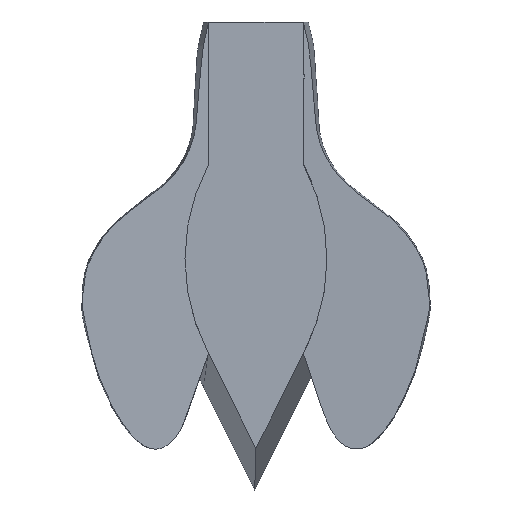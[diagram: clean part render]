
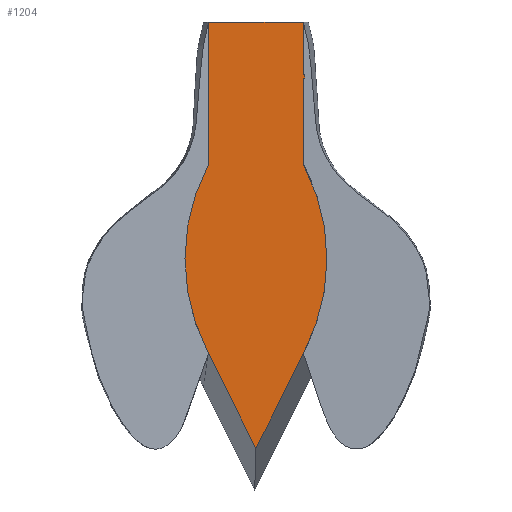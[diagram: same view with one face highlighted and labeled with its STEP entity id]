
A CAD part, front view. The second image highlights one B-rep face of the part: STEP entity #1204.
In plain terms, the highlighted face is planar.
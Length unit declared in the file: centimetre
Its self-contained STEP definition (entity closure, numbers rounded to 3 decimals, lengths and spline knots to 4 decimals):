
#36=ELLIPSE('',#1301,64.857,64.77);
#109=CIRCLE('',#1285,64.77);
#111=CIRCLE('',#1289,64.7702);
#114=CIRCLE('',#1302,64.7702);
#160=FACE_OUTER_BOUND('',#224,.T.);
#224=EDGE_LOOP('',(#1005,#1006,#1007,#1008,#1009,#1010,#1011,#1012,#1013,
#1014,#1015,#1016,#1017,#1018,#1019));
#260=LINE('',#1600,#371);
#271=LINE('',#1624,#382);
#273=LINE('',#1630,#384);
#280=LINE('',#1667,#391);
#281=LINE('',#1670,#392);
#316=LINE('',#2114,#427);
#340=LINE('',#2381,#451);
#341=LINE('',#2383,#452);
#342=LINE('',#2384,#453);
#343=LINE('',#2388,#454);
#344=LINE('',#2390,#455);
#371=VECTOR('',#1353,1.);
#382=VECTOR('',#1370,1.);
#384=VECTOR('',#1374,1.);
#391=VECTOR('',#1385,1.);
#392=VECTOR('',#1388,1.);
#427=VECTOR('',#1455,1.);
#451=VECTOR('',#1505,1.);
#452=VECTOR('',#1506,1.);
#453=VECTOR('',#1507,1.);
#454=VECTOR('',#1510,1.);
#455=VECTOR('',#1513,1.);
#474=VERTEX_POINT('',#1588);
#479=VERTEX_POINT('',#1598);
#488=VERTEX_POINT('',#1620);
#489=VERTEX_POINT('',#1622);
#490=VERTEX_POINT('',#1626);
#492=VERTEX_POINT('',#1629);
#499=VERTEX_POINT('',#1669);
#541=VERTEX_POINT('',#2024);
#542=VERTEX_POINT('',#2025);
#548=VERTEX_POINT('',#2113);
#552=VERTEX_POINT('',#2159);
#553=VERTEX_POINT('',#2164);
#566=VERTEX_POINT('',#2382);
#567=VERTEX_POINT('',#2385);
#568=VERTEX_POINT('',#2387);
#599=EDGE_CURVE('',#479,#474,#260,.T.);
#610=EDGE_CURVE('',#488,#489,#271,.T.);
#612=EDGE_CURVE('',#492,#490,#273,.T.);
#621=EDGE_CURVE('',#474,#489,#280,.T.);
#622=EDGE_CURVE('',#492,#499,#281,.T.);
#681=EDGE_CURVE('',#541,#542,#109,.T.);
#689=EDGE_CURVE('',#499,#548,#316,.T.);
#696=EDGE_CURVE('',#552,#553,#111,.T.);
#723=EDGE_CURVE('',#479,#542,#340,.T.);
#724=EDGE_CURVE('',#566,#541,#341,.T.);
#725=EDGE_CURVE('',#553,#566,#342,.T.);
#726=EDGE_CURVE('',#567,#552,#36,.T.);
#727=EDGE_CURVE('',#568,#567,#343,.T.);
#728=EDGE_CURVE('',#548,#568,#114,.T.);
#729=EDGE_CURVE('',#488,#490,#344,.T.);
#1005=ORIENTED_EDGE('',*,*,#723,.T.);
#1006=ORIENTED_EDGE('',*,*,#681,.F.);
#1007=ORIENTED_EDGE('',*,*,#724,.F.);
#1008=ORIENTED_EDGE('',*,*,#725,.F.);
#1009=ORIENTED_EDGE('',*,*,#696,.F.);
#1010=ORIENTED_EDGE('',*,*,#726,.F.);
#1011=ORIENTED_EDGE('',*,*,#727,.F.);
#1012=ORIENTED_EDGE('',*,*,#728,.F.);
#1013=ORIENTED_EDGE('',*,*,#689,.F.);
#1014=ORIENTED_EDGE('',*,*,#622,.F.);
#1015=ORIENTED_EDGE('',*,*,#612,.T.);
#1016=ORIENTED_EDGE('',*,*,#729,.F.);
#1017=ORIENTED_EDGE('',*,*,#610,.T.);
#1018=ORIENTED_EDGE('',*,*,#621,.F.);
#1019=ORIENTED_EDGE('',*,*,#599,.F.);
#1152=PLANE('',#1300);
#1204=ADVANCED_FACE('',(#160),#1152,.F.);
#1285=AXIS2_PLACEMENT_3D('',#2026,#1446,#1447);
#1289=AXIS2_PLACEMENT_3D('',#2165,#1462,#1463);
#1300=AXIS2_PLACEMENT_3D('',#2380,#1503,#1504);
#1301=AXIS2_PLACEMENT_3D('',#2386,#1508,#1509);
#1302=AXIS2_PLACEMENT_3D('',#2389,#1511,#1512);
#1353=DIRECTION('',(0.999,-0.052,0.));
#1370=DIRECTION('',(-0.999,0.052,0.));
#1374=DIRECTION('',(0.999,-0.052,0.));
#1385=DIRECTION('',(0.,0.,-1.));
#1388=DIRECTION('',(0.,0.,-1.));
#1446=DIRECTION('center_axis',(0.052,0.999,0.));
#1447=DIRECTION('ref_axis',(-0.881,0.046,-0.471));
#1455=DIRECTION('',(0.,0.,-1.));
#1462=DIRECTION('center_axis',(0.052,0.999,0.));
#1463=DIRECTION('ref_axis',(0.881,-0.046,0.471));
#1503=DIRECTION('center_axis',(0.052,0.999,0.));
#1504=DIRECTION('ref_axis',(0.,0.,1.));
#1505=DIRECTION('',(0.,0.,-1.));
#1506=DIRECTION('',(-0.447,0.023,0.894));
#1507=DIRECTION('',(-0.447,0.023,-0.894));
#1508=DIRECTION('center_axis',(0.052,0.999,0.));
#1509=DIRECTION('ref_axis',(0.999,-0.052,0.));
#1510=DIRECTION('',(0.,0.,-1.));
#1511=DIRECTION('center_axis',(0.052,0.999,0.));
#1512=DIRECTION('ref_axis',(0.881,-0.046,0.471));
#1513=DIRECTION('',(0.,0.,-1.));
#1588=CARTESIAN_POINT('',(15.1991,-1.5786,106.68));
#1598=CARTESIAN_POINT('',(-15.24,0.,106.68));
#1600=CARTESIAN_POINT('',(15.1991,-1.5786,106.68));
#1620=CARTESIAN_POINT('',(15.5939,-1.5991,89.8339));
#1622=CARTESIAN_POINT('',(15.1991,-1.5786,89.8339));
#1624=CARTESIAN_POINT('',(15.8655,-1.6132,89.8339));
#1626=CARTESIAN_POINT('',(15.5939,-1.5991,88.5639));
#1629=CARTESIAN_POINT('',(15.1991,-1.5786,88.5639));
#1630=CARTESIAN_POINT('',(-15.9069,0.0346,88.5639));
#1667=CARTESIAN_POINT('',(15.1991,-1.5786,106.68));
#1669=CARTESIAN_POINT('',(15.1991,-1.5786,76.2));
#1670=CARTESIAN_POINT('',(15.1991,-1.5786,106.68));
#2024=CARTESIAN_POINT('',(-15.24,0.,0.));
#2025=CARTESIAN_POINT('',(-15.24,0.,60.96));
#2026=CARTESIAN_POINT('Origin',(41.8333,-2.9599,30.48));
#2113=CARTESIAN_POINT('',(15.202,-1.5788,60.96));
#2114=CARTESIAN_POINT('',(15.202,-1.5788,60.96));
#2159=CARTESIAN_POINT('',(19.4929,-1.8013,50.9591));
#2164=CARTESIAN_POINT('',(15.1991,-1.5786,0.));
#2165=CARTESIAN_POINT('Origin',(-41.873,1.3812,30.4827));
#2380=CARTESIAN_POINT('Origin',(-0.0201,-0.7893,
43.3624));
#2381=CARTESIAN_POINT('',(-15.24,0.,106.68));
#2382=CARTESIAN_POINT('',(-0.0205,-0.7893,-30.48));
#2383=CARTESIAN_POINT('',(-15.24,0.,0.));
#2384=CARTESIAN_POINT('',(-0.0205,-0.7893,-30.48));
#2385=CARTESIAN_POINT('',(15.5939,-1.5991,60.1977));
#2386=CARTESIAN_POINT('Origin',(-41.9509,1.3853,30.4698));
#2387=CARTESIAN_POINT('',(15.5939,-1.5991,60.2125));
#2388=CARTESIAN_POINT('',(15.5939,-1.5991,40.5171));
#2389=CARTESIAN_POINT('Origin',(-41.873,1.3812,30.4827));
#2390=CARTESIAN_POINT('',(15.5939,-1.5991,63.4354));
